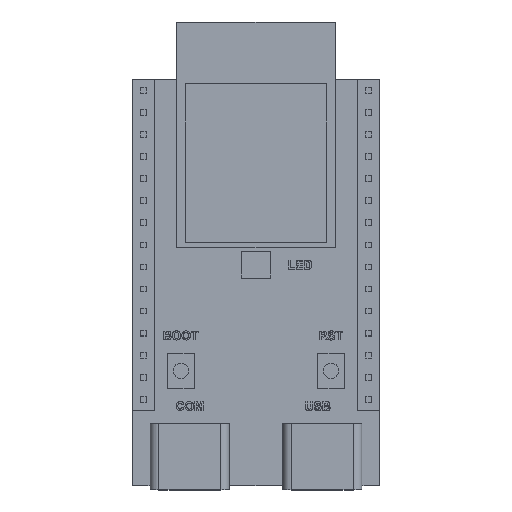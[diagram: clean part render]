
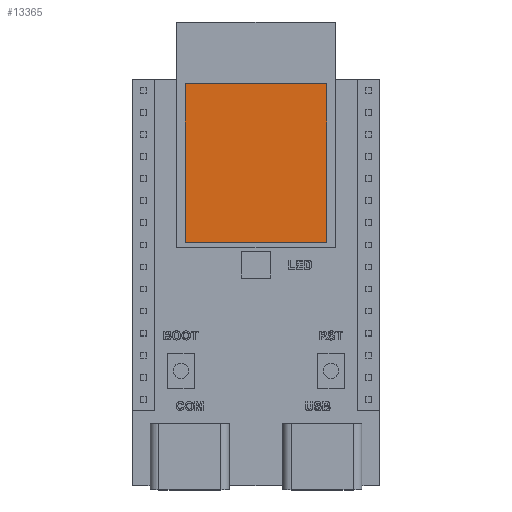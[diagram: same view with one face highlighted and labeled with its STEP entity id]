
A CAD part, top view. The second image highlights one B-rep face of the part: STEP entity #13365.
In plain terms, the highlighted planar face has unit normal (0, 0, 1).
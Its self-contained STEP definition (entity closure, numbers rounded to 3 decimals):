
#1541=FACE_OUTER_BOUND('',#2334,.T.);
#2334=EDGE_LOOP('',(#11961,#11962,#11963,#11964));
#3765=LINE('',#24013,#5183);
#3769=LINE('',#24020,#5187);
#3771=LINE('',#24025,#5189);
#3774=LINE('',#24029,#5192);
#5183=VECTOR('',#16386,10.);
#5187=VECTOR('',#16392,10.);
#5189=VECTOR('',#16396,10.);
#5192=VECTOR('',#16401,10.);
#6459=VERTEX_POINT('',#24010);
#6460=VERTEX_POINT('',#24012);
#6462=VERTEX_POINT('',#24018);
#6464=VERTEX_POINT('',#24024);
#8339=EDGE_CURVE('',#6460,#6459,#3765,.T.);
#8343=EDGE_CURVE('',#6459,#6462,#3769,.T.);
#8345=EDGE_CURVE('',#6464,#6460,#3771,.T.);
#8348=EDGE_CURVE('',#6462,#6464,#3774,.T.);
#11961=ORIENTED_EDGE('',*,*,#8343,.T.);
#11962=ORIENTED_EDGE('',*,*,#8348,.T.);
#11963=ORIENTED_EDGE('',*,*,#8345,.T.);
#11964=ORIENTED_EDGE('',*,*,#8339,.T.);
#12636=PLANE('',#13924);
#13365=ADVANCED_FACE('',(#1541),#12636,.T.);
#13924=AXIS2_PLACEMENT_3D('',#24030,#16402,#16403);
#16386=DIRECTION('',(0.,-1.,0.));
#16392=DIRECTION('',(1.,0.,0.));
#16396=DIRECTION('',(-1.,0.,0.));
#16401=DIRECTION('',(0.,1.,0.));
#16402=DIRECTION('center_axis',(0.,0.,1.));
#16403=DIRECTION('ref_axis',(1.,0.,0.));
#24010=CARTESIAN_POINT('',(-8.,4.5,4.6));
#24012=CARTESIAN_POINT('',(-8.,22.5,4.6));
#24013=CARTESIAN_POINT('',(-8.,2.25,4.6));
#24018=CARTESIAN_POINT('',(8.,4.5,4.6));
#24020=CARTESIAN_POINT('',(4.,4.5,4.6));
#24024=CARTESIAN_POINT('',(8.,22.5,4.6));
#24025=CARTESIAN_POINT('',(-4.,22.5,4.6));
#24029=CARTESIAN_POINT('',(8.,11.25,4.6));
#24030=CARTESIAN_POINT('Origin',(0.,0.,4.6));
